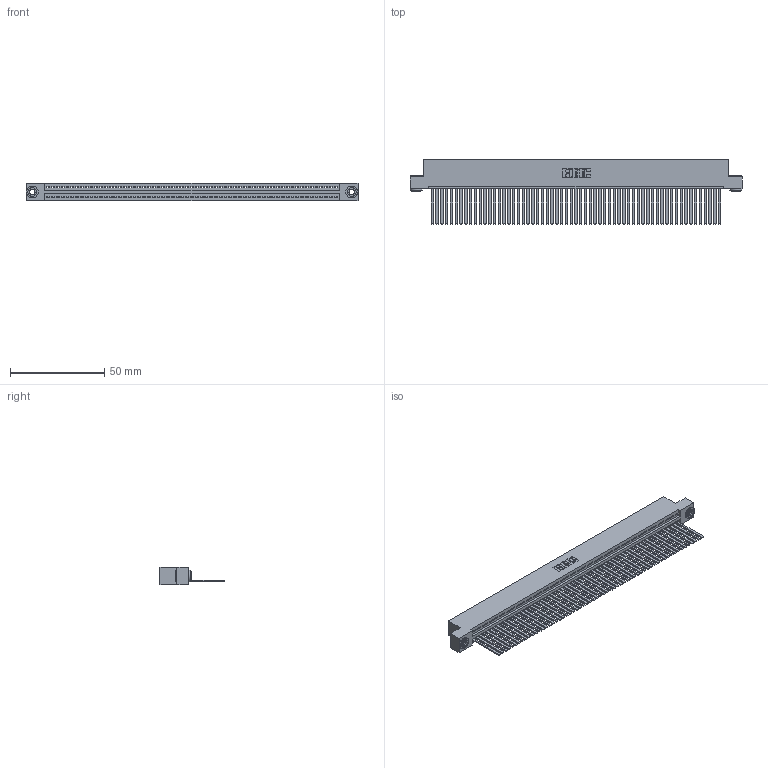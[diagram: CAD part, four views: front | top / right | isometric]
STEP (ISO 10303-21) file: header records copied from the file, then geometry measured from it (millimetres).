
FILE_DESCRIPTION (( 'STEP AP203' ), '1' );
FILE_NAME ('345-061-544-103.STEP', '2018-09-27T09:01:26', ( '' ), ( '' ), 'SwSTEP 2.0', 'SolidWorks 2016', '' );
FILE_SCHEMA (( 'CONFIG_CONTROL_DESIGN' ));
Length unit declared in the file: inch
Products named in the file (4): 345 Part_Flush Mounting Lugs - 0.156 Dia-TH; 345-250-002_345-250-002-102; 345-292-001_345-293-144; 345-061-544-103
Assembly tree (64 placements, depth 2):
  345-061-544-103
    345 Part_Flush Mounting Lugs - 0.156 Dia-TH
    345-292-001_345-293-144  x61
    345-250-002_345-250-002-102  x2
Bounding box: 176.15 x 33.96 x 9.4 mm (x, y, z)
Volume: 17612.3 mm3; surface area: 25998.7 mm2
Topology: 64 solids, 64 shells, 3336 faces, 10055 edges, 6618 vertices
Faces by surface type: plane 2286, cylinder 1042, cone 8
Entity records: 43818 total; most frequent: CARTESIAN_POINT 7566, ORIENTED_EDGE 7554, DIRECTION 6609, EDGE_CURVE 3777, LINE 3381, VECTOR 3381, VERTEX_POINT 2514, AXIS2_PLACEMENT_3D 1614
